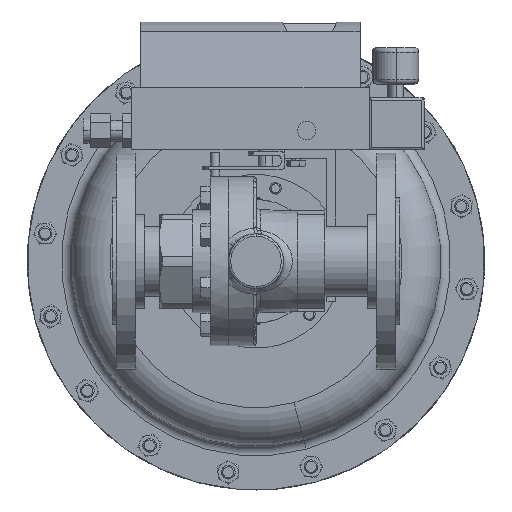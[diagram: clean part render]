
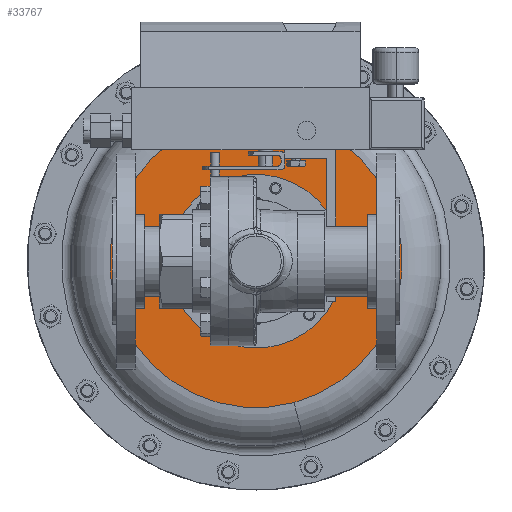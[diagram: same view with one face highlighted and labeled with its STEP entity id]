
A CAD part, front view. The second image highlights one B-rep face of the part: STEP entity #33767.
In plain terms, the highlighted planar face has unit normal (0, -1, 0).
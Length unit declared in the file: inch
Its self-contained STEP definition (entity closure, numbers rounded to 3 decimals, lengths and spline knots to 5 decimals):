
#1544 = DIRECTION ( 'NONE',  ( 0.259, 0., -0.966 ) ) ;
#1945 = CIRCLE ( 'NONE', #21278, 4. ) ;
#2650 = CARTESIAN_POINT ( 'NONE',  ( 0., 7.2525, 0. ) ) ;
#4202 = EDGE_CURVE ( 'NONE', #8854, #9560, #11236, .T. ) ;
#5254 = EDGE_CURVE ( 'NONE', #20678, #15681, #7861, .T. ) ;
#5386 = EDGE_LOOP ( 'NONE', ( #22399, #20400 ) ) ;
#5387 = CARTESIAN_POINT ( 'NONE',  ( 0., 7.2525, 0. ) ) ;
#5475 = CARTESIAN_POINT ( 'NONE',  ( -1.67938, 7.2525, -1.67938 ) ) ;
#5601 = DIRECTION ( 'NONE',  ( 0.259, 0., -0.966 ) ) ;
#6069 = ORIENTED_EDGE ( 'NONE', *, *, #5254, .F. ) ;
#6443 = DIRECTION ( 'NONE',  ( -0.259, 0., 0.966 ) ) ;
#7861 = CIRCLE ( 'NONE', #34284, 4. ) ;
#8307 = DIRECTION ( 'NONE',  ( -0.707, 0., -0.707 ) ) ;
#8854 = VERTEX_POINT ( 'NONE', #5475 ) ;
#9177 = DIRECTION ( 'NONE',  ( 0., 1., 0. ) ) ;
#9427 = DIRECTION ( 'NONE',  ( 0., 1., 0. ) ) ;
#9560 = VERTEX_POINT ( 'NONE', #15404 ) ;
#9568 = DIRECTION ( 'NONE',  ( -0.707, 0., -0.707 ) ) ;
#11236 = CIRCLE ( 'NONE', #33280, 2.375 ) ;
#13083 = CIRCLE ( 'NONE', #14819, 2.375 ) ;
#14685 = FACE_BOUND ( 'NONE', #5386, .T. ) ;
#14819 = AXIS2_PLACEMENT_3D ( 'NONE', #5387, #26198, #8307 ) ;
#15277 = PLANE ( 'NONE',  #38296 ) ;
#15404 = CARTESIAN_POINT ( 'NONE',  ( 1.67938, 7.2525, 1.67938 ) ) ;
#15626 = FACE_OUTER_BOUND ( 'NONE', #20775, .T. ) ;
#15681 = VERTEX_POINT ( 'NONE', #31720 ) ;
#16204 = ORIENTED_EDGE ( 'NONE', *, *, #37944, .F. ) ;
#20400 = ORIENTED_EDGE ( 'NONE', *, *, #4202, .T. ) ;
#20678 = VERTEX_POINT ( 'NONE', #36217 ) ;
#20775 = EDGE_LOOP ( 'NONE', ( #6069, #16204 ) ) ;
#21278 = AXIS2_PLACEMENT_3D ( 'NONE', #2650, #23380, #5601 ) ;
#22363 = CARTESIAN_POINT ( 'NONE',  ( 0., 7.2525, 0. ) ) ;
#22399 = ORIENTED_EDGE ( 'NONE', *, *, #25888, .T. ) ;
#23380 = DIRECTION ( 'NONE',  ( 0., 1., 0. ) ) ;
#24089 = CARTESIAN_POINT ( 'NONE',  ( 0., 7.2525, 0. ) ) ;
#24250 = DIRECTION ( 'NONE',  ( 0., -1., 0. ) ) ;
#25888 = EDGE_CURVE ( 'NONE', #9560, #8854, #13083, .T. ) ;
#26198 = DIRECTION ( 'NONE',  ( 0., 1., 0. ) ) ;
#31720 = CARTESIAN_POINT ( 'NONE',  ( -1.03528, 7.2525, 3.8637 ) ) ;
#33280 = AXIS2_PLACEMENT_3D ( 'NONE', #24089, #9427, #9568 ) ;
#33767 = ADVANCED_FACE ( 'NONE', ( #15626, #14685 ), #15277, .T. ) ;
#34284 = AXIS2_PLACEMENT_3D ( 'NONE', #22363, #9177, #1544 ) ;
#36128 = CARTESIAN_POINT ( 'NONE',  ( -3.8637, 7.2525, -1.03528 ) ) ;
#36217 = CARTESIAN_POINT ( 'NONE',  ( 1.03528, 7.2525, -3.8637 ) ) ;
#37944 = EDGE_CURVE ( 'NONE', #15681, #20678, #1945, .T. ) ;
#38296 = AXIS2_PLACEMENT_3D ( 'NONE', #36128, #24250, #6443 ) ;
